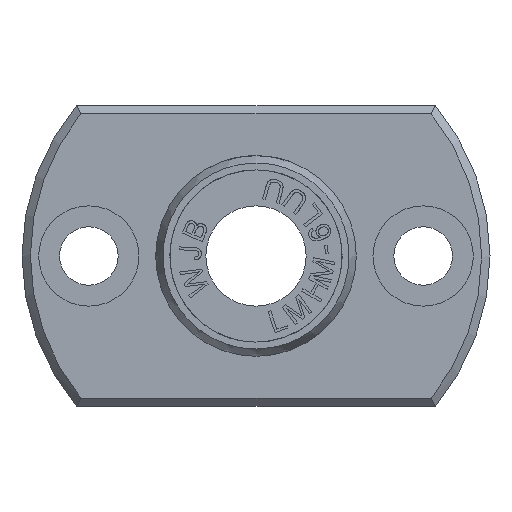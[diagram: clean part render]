
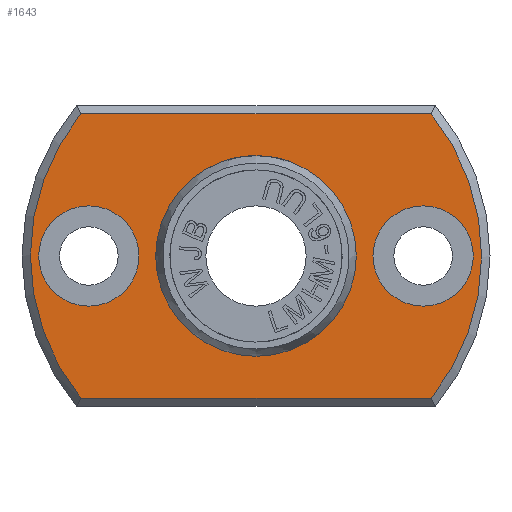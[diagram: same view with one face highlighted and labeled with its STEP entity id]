
A CAD part, left-side view. The second image highlights one B-rep face of the part: STEP entity #1643.
In plain terms, the highlighted planar face has unit normal (-1, 0, 0).
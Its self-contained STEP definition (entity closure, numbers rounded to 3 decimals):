
#1643=ADVANCED_FACE('',(#2351,#2352,#2353,#2354),#2021,.T.);
#2021=PLANE('',#6905);
#2275=CIRCLE('',#6903,3.);
#2276=CIRCLE('',#6904,3.);
#2351=FACE_BOUND('',#2446,.T.);
#2352=FACE_BOUND('',#2447,.T.);
#2353=FACE_BOUND('',#2448,.T.);
#2354=FACE_BOUND('',#2449,.T.);
#2446=EDGE_LOOP('',(#2892,#2893));
#2447=EDGE_LOOP('',(#2894));
#2448=EDGE_LOOP('',(#2895,#2896,#2897,#2898));
#2449=EDGE_LOOP('',(#2899));
#2892=ORIENTED_EDGE('',*,*,#5482,.T.);
#2893=ORIENTED_EDGE('',*,*,#5483,.T.);
#2894=ORIENTED_EDGE('',*,*,#5484,.F.);
#2895=ORIENTED_EDGE('',*,*,#5485,.F.);
#2896=ORIENTED_EDGE('',*,*,#5486,.F.);
#2897=ORIENTED_EDGE('',*,*,#5487,.F.);
#2898=ORIENTED_EDGE('',*,*,#5488,.F.);
#2899=ORIENTED_EDGE('',*,*,#5489,.F.);
#4828=VERTEX_POINT('',#8654);
#4829=VERTEX_POINT('',#8655);
#4830=VERTEX_POINT('',#8667);
#4831=VERTEX_POINT('',#8674);
#4832=VERTEX_POINT('',#8675);
#4833=VERTEX_POINT('',#8680);
#4834=VERTEX_POINT('',#8687);
#4835=VERTEX_POINT('',#8693);
#5482=EDGE_CURVE('',#4828,#4829,#6450,.T.);
#5483=EDGE_CURVE('',#4829,#4828,#6451,.T.);
#5484=EDGE_CURVE('',#4830,#4830,#2275,.T.);
#5485=EDGE_CURVE('',#4831,#4832,#6452,.T.);
#5486=EDGE_CURVE('',#4833,#4831,#6453,.T.);
#5487=EDGE_CURVE('',#4834,#4833,#6454,.T.);
#5488=EDGE_CURVE('',#4832,#4834,#6455,.T.);
#5489=EDGE_CURVE('',#4835,#4835,#2276,.T.);
#6450=B_SPLINE_CURVE_WITH_KNOTS('',3,(#8644,#8645,#8646,#8647,#8648,#8649,
#8650,#8651,#8652,#8653),.UNSPECIFIED.,.F.,.F.,(4,2,2,2,4),(0.,0.25,0.5,
0.75,1.),.UNSPECIFIED.);
#6451=B_SPLINE_CURVE_WITH_KNOTS('',3,(#8656,#8657,#8658,#8659,#8660,#8661,
#8662,#8663,#8664,#8665),.UNSPECIFIED.,.F.,.F.,(4,2,2,2,4),(0.,0.25,0.5,
0.75,1.),.UNSPECIFIED.);
#6452=B_SPLINE_CURVE_WITH_KNOTS('',3,(#8668,#8669,#8670,#8671,#8672,#8673),
 .UNSPECIFIED.,.F.,.F.,(4,2,4),(0.,0.5,1.),.UNSPECIFIED.);
#6453=B_SPLINE_CURVE_WITH_KNOTS('',3,(#8676,#8677,#8678,#8679),.UNSPECIFIED.,
 .F.,.F.,(4,4),(0.,1.),.UNSPECIFIED.);
#6454=B_SPLINE_CURVE_WITH_KNOTS('',3,(#8681,#8682,#8683,#8684,#8685,#8686),
 .UNSPECIFIED.,.F.,.F.,(4,2,4),(0.,0.5,1.),.UNSPECIFIED.);
#6455=B_SPLINE_CURVE_WITH_KNOTS('',3,(#8688,#8689,#8690,#8691),.UNSPECIFIED.,
 .F.,.F.,(4,4),(0.,1.),.UNSPECIFIED.);
#6903=AXIS2_PLACEMENT_3D('',#8666,#7283,#7284);
#6904=AXIS2_PLACEMENT_3D('',#8692,#7285,#7286);
#6905=AXIS2_PLACEMENT_3D('',#8694,#7287,#7288);
#7283=DIRECTION('',(-1.,0.,0.));
#7284=DIRECTION('',(0.,-1.,0.));
#7285=DIRECTION('',(-1.,0.,0.));
#7286=DIRECTION('',(0.,-1.,0.));
#7287=DIRECTION('',(-1.,0.,0.));
#7288=DIRECTION('',(0.,0.,1.));
#8644=CARTESIAN_POINT('',(0.,0.,5.809));
#8645=CARTESIAN_POINT('',(0.,-1.527,5.809));
#8646=CARTESIAN_POINT('',(0.,-3.031,5.184));
#8647=CARTESIAN_POINT('',(0.,-5.185,3.031));
#8648=CARTESIAN_POINT('',(0.,-5.809,1.523));
#8649=CARTESIAN_POINT('',(0.,-5.809,-1.523));
#8650=CARTESIAN_POINT('',(0.,-5.184,-3.031));
#8651=CARTESIAN_POINT('',(0.,-3.031,-5.185));
#8652=CARTESIAN_POINT('',(0.,-1.53,-5.809));
#8653=CARTESIAN_POINT('',(0.,0.,-5.809));
#8654=CARTESIAN_POINT('',(0.,0.,5.809));
#8655=CARTESIAN_POINT('',(0.,0.,-5.809));
#8656=CARTESIAN_POINT('',(0.,0.,-5.809));
#8657=CARTESIAN_POINT('',(0.,1.527,-5.809));
#8658=CARTESIAN_POINT('',(0.,3.031,-5.184));
#8659=CARTESIAN_POINT('',(0.,5.185,-3.031));
#8660=CARTESIAN_POINT('',(0.,5.809,-1.523));
#8661=CARTESIAN_POINT('',(0.,5.809,1.523));
#8662=CARTESIAN_POINT('',(0.,5.184,3.031));
#8663=CARTESIAN_POINT('',(0.,3.031,5.185));
#8664=CARTESIAN_POINT('',(0.,1.53,5.809));
#8665=CARTESIAN_POINT('',(0.,0.,5.809));
#8666=CARTESIAN_POINT('',(0.,10.,0.));
#8667=CARTESIAN_POINT('',(0.,7.,0.));
#8668=CARTESIAN_POINT('',(0.,-10.488,8.5));
#8669=CARTESIAN_POINT('',(0.,-12.418,6.119));
#8670=CARTESIAN_POINT('',(0.,-13.5,3.065));
#8671=CARTESIAN_POINT('',(0.,-13.5,-3.065));
#8672=CARTESIAN_POINT('',(0.,-12.418,-6.119));
#8673=CARTESIAN_POINT('',(0.,-10.488,-8.5));
#8674=CARTESIAN_POINT('',(0.,-10.488,8.5));
#8675=CARTESIAN_POINT('',(0.,-10.488,-8.5));
#8676=CARTESIAN_POINT('',(0.,10.488,8.5));
#8677=CARTESIAN_POINT('',(0.,3.496,8.5));
#8678=CARTESIAN_POINT('',(0.,-3.496,8.5));
#8679=CARTESIAN_POINT('',(0.,-10.488,8.5));
#8680=CARTESIAN_POINT('',(0.,10.488,8.5));
#8681=CARTESIAN_POINT('',(0.,10.488,-8.5));
#8682=CARTESIAN_POINT('',(0.,12.418,-6.119));
#8683=CARTESIAN_POINT('',(0.,13.5,-3.065));
#8684=CARTESIAN_POINT('',(0.,13.5,3.065));
#8685=CARTESIAN_POINT('',(0.,12.418,6.119));
#8686=CARTESIAN_POINT('',(0.,10.488,8.5));
#8687=CARTESIAN_POINT('',(0.,10.488,-8.5));
#8688=CARTESIAN_POINT('',(0.,-10.488,-8.5));
#8689=CARTESIAN_POINT('',(0.,-3.496,-8.5));
#8690=CARTESIAN_POINT('',(0.,3.496,-8.5));
#8691=CARTESIAN_POINT('',(0.,10.488,-8.5));
#8692=CARTESIAN_POINT('',(0.,-10.,0.));
#8693=CARTESIAN_POINT('',(0.,-13.,0.));
#8694=CARTESIAN_POINT('',(0.,-13.77,-13.5));
